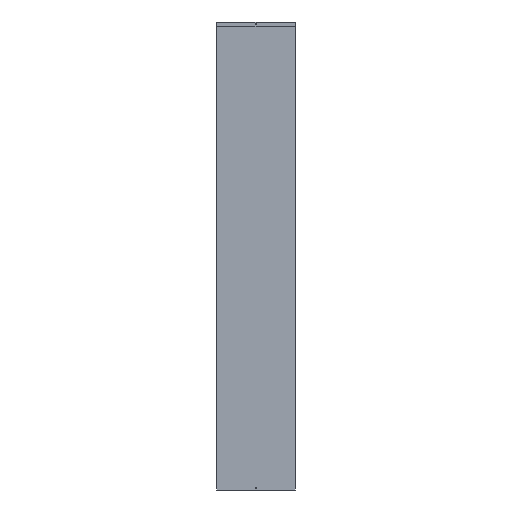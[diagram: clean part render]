
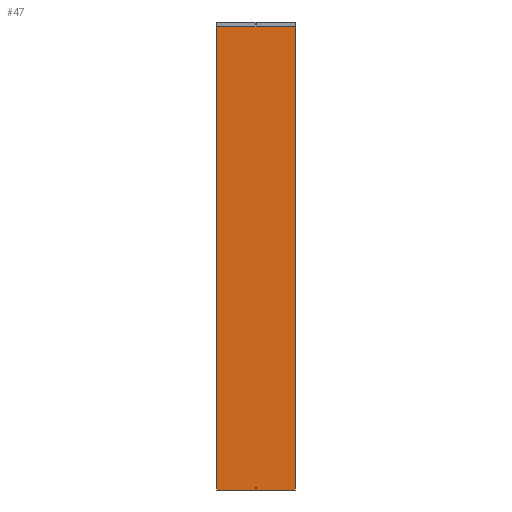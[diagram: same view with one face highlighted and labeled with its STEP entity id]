
A CAD part, front view. The second image highlights one B-rep face of the part: STEP entity #47.
In plain terms, the highlighted planar face has unit normal (0, -1, 0).
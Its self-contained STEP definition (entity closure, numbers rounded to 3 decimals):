
#47 = ADVANCED_FACE ( 'NONE', ( #1121, #1124 ), #1659, .F. ) ;
#59 = AXIS2_PLACEMENT_3D ( 'NONE', #1660, #1661, #1662 ) ;
#142 = AXIS2_PLACEMENT_3D ( 'NONE', #1813, #1814, #1815 ) ;
#186 = EDGE_CURVE ( 'NONE', #529, #519, #1163, .T. ) ;
#275 = EDGE_CURVE ( 'NONE', #1263, #1263, #1462, .T. ) ;
#276 = EDGE_CURVE ( 'NONE', #476, #519, #1464, .T. ) ;
#277 = EDGE_CURVE ( 'NONE', #482, #529, #1183, .T. ) ;
#280 = EDGE_CURVE ( 'NONE', #482, #476, #1193, .T. ) ;
#476 = VERTEX_POINT ( 'NONE', #778 ) ;
#482 = VERTEX_POINT ( 'NONE', #783 ) ;
#519 = VERTEX_POINT ( 'NONE', #823 ) ;
#529 = VERTEX_POINT ( 'NONE', #842 ) ;
#607 = EDGE_LOOP ( 'NONE', ( #1007 ) ) ;
#608 = EDGE_LOOP ( 'NONE', ( #1006, #1005, #1004, #1003 ) ) ;
#778 = CARTESIAN_POINT ( 'NONE',  ( -250., 0., 0. ) ) ;
#783 = CARTESIAN_POINT ( 'NONE',  ( -250., 0., 2968. ) ) ;
#823 = CARTESIAN_POINT ( 'NONE',  ( 250., 0., 0. ) ) ;
#842 = CARTESIAN_POINT ( 'NONE',  ( 250., 0., 2968. ) ) ;
#912 = CARTESIAN_POINT ( 'NONE',  ( 0., 0., 18.5 ) ) ;
#1003 = ORIENTED_EDGE ( 'NONE', *, *, #276, .T. ) ;
#1004 = ORIENTED_EDGE ( 'NONE', *, *, #280, .T. ) ;
#1005 = ORIENTED_EDGE ( 'NONE', *, *, #277, .F. ) ;
#1006 = ORIENTED_EDGE ( 'NONE', *, *, #186, .F. ) ;
#1007 = ORIENTED_EDGE ( 'NONE', *, *, #275, .F. ) ;
#1121 = FACE_BOUND ( 'NONE', #607, .T. ) ;
#1124 = FACE_OUTER_BOUND ( 'NONE', #608, .T. ) ;
#1163 = LINE ( 'NONE', #1732, #1166 ) ;
#1166 = VECTOR ( 'NONE', #1733, 1000. ) ;
#1181 = VECTOR ( 'NONE', #1816, 1000. ) ;
#1183 = LINE ( 'NONE', #1817, #1186 ) ;
#1186 = VECTOR ( 'NONE', #1793, 1000. ) ;
#1193 = LINE ( 'NONE', #1812, #1194 ) ;
#1194 = VECTOR ( 'NONE', #1822, 1000. ) ;
#1263 = VERTEX_POINT ( 'NONE', #912 ) ;
#1462 = CIRCLE ( 'NONE', #142, 3.5 ) ;
#1464 = LINE ( 'NONE', #1794, #1181 ) ;
#1659 = PLANE ( 'NONE',  #59 ) ;
#1660 = CARTESIAN_POINT ( 'NONE',  ( -250., 0., 2969. ) ) ;
#1661 = DIRECTION ( 'NONE',  ( 0., 1., 0. ) ) ;
#1662 = DIRECTION ( 'NONE',  ( 0., 0., 1. ) ) ;
#1732 = CARTESIAN_POINT ( 'NONE',  ( 250., 0., 2969. ) ) ;
#1733 = DIRECTION ( 'NONE',  ( 0., 0., -1. ) ) ;
#1793 = DIRECTION ( 'NONE',  ( 1., 0., 0. ) ) ;
#1794 = CARTESIAN_POINT ( 'NONE',  ( -250., 0., 0. ) ) ;
#1812 = CARTESIAN_POINT ( 'NONE',  ( -250., 0., 2969. ) ) ;
#1813 = CARTESIAN_POINT ( 'NONE',  ( 0., 0., 15. ) ) ;
#1814 = DIRECTION ( 'NONE',  ( 0., -1., 0. ) ) ;
#1815 = DIRECTION ( 'NONE',  ( 0., 0., 1. ) ) ;
#1816 = DIRECTION ( 'NONE',  ( 1., 0., 0. ) ) ;
#1817 = CARTESIAN_POINT ( 'NONE',  ( -250., 0., 2968. ) ) ;
#1822 = DIRECTION ( 'NONE',  ( 0., 0., -1. ) ) ;
